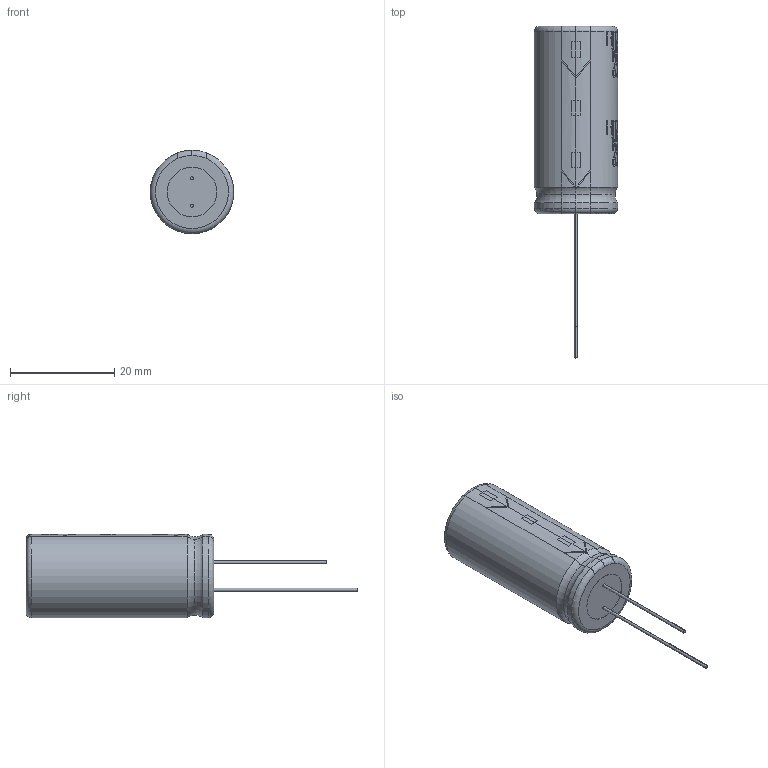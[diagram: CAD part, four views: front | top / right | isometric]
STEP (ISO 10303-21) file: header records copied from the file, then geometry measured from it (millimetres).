
FILE_DESCRIPTION (( 'STEP AP214' ), '1' );
FILE_NAME ('HITANO 1000uF 63V ESX.STEP', '2023-07-13T11:54:42', ( '' ), ( '' ), 'SwSTEP 2.0', 'SolidWorks 2021', '' );
FILE_SCHEMA (( 'AUTOMOTIVE_DESIGN' ));
Length unit declared in the file: millimetre
Products named in the file (1): HITANO 1000uF 63V ESX
Bounding box: 16.01 x 63.7 x 16.01 mm (x, y, z)
Volume: 7166.8 mm3; surface area: 2287.8 mm2
Topology: 1 solids, 1 shells, 418 faces, 1098 edges, 723 vertices
Faces by surface type: plane 205, bspline 128, cylinder 69, torus 16
Entity records: 24087 total; most frequent: CARTESIAN_POINT 10334, ORIENTED_EDGE 2196, DIRECTION 1543, EDGE_CURVE 1098, VERTEX_POINT 723, AXIS2_PLACEMENT_3D 516, LINE 511, VECTOR 511
